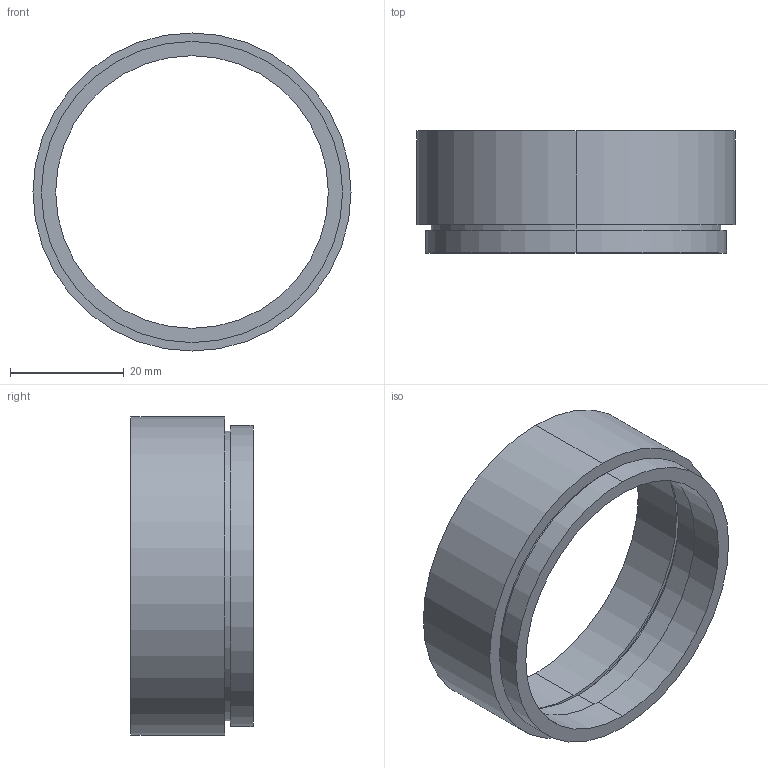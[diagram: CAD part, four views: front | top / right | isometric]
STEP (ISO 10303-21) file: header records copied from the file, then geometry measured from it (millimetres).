
FILE_DESCRIPTION (( 'STEP AP214' ), '1' );
FILE_NAME ('500004.STEP', '2019-08-29T06:40:59', ( 'user' ), ( '微软中国' ), 'SwSTEP 2.0', 'SolidWorks 2016', '' );
FILE_SCHEMA (( 'AUTOMOTIVE_DESIGN' ));
Length unit declared in the file: millimetre
Products named in the file (1): 500004
Bounding box: 56 x 21.5 x 56 mm (x, y, z)
Volume: 9285.5 mm3; surface area: 8933.5 mm2
Topology: 1 solids, 1 shells, 21 faces, 42 edges, 28 vertices
Faces by surface type: cylinder 14, plane 7
Entity records: 646 total; most frequent: DIRECTION 114, CARTESIAN_POINT 92, ORIENTED_EDGE 84, AXIS2_PLACEMENT_3D 50, EDGE_CURVE 42, VERTEX_POINT 28, EDGE_LOOP 28, CIRCLE 28
